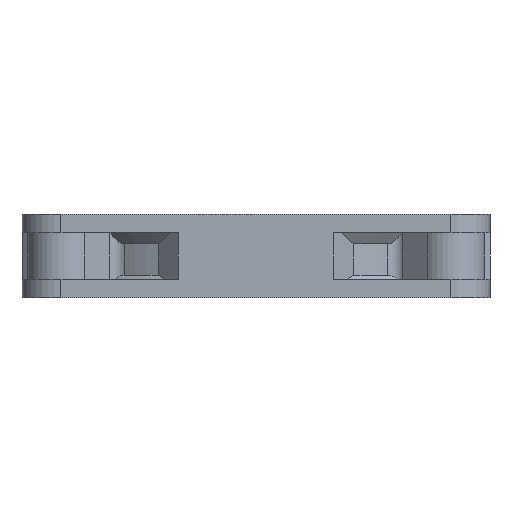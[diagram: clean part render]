
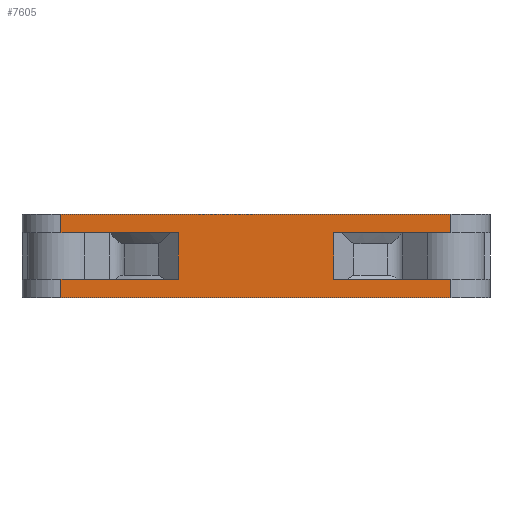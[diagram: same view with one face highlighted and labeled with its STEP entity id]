
A CAD part, front view. The second image highlights one B-rep face of the part: STEP entity #7605.
In plain terms, the highlighted planar face has unit normal (0, -1, 0).
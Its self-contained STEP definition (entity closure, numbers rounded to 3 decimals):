
#19 = VERTEX_POINT ( 'NONE', #5365 ) ;
#54 = CARTESIAN_POINT ( 'NONE',  ( 25., -30., -8.3 ) ) ;
#318 = PLANE ( 'NONE',  #6882 ) ;
#366 = VERTEX_POINT ( 'NONE', #7111 ) ;
#483 = ORIENTED_EDGE ( 'NONE', *, *, #636, .F. ) ;
#636 = EDGE_CURVE ( 'NONE', #7143, #1642, #6883, .T. ) ;
#1100 = DIRECTION ( 'NONE',  ( 0., 0., -1. ) ) ;
#1111 = VECTOR ( 'NONE', #8735, 1000. ) ;
#1175 = FACE_OUTER_BOUND ( 'NONE', #3977, .T. ) ;
#1339 = DIRECTION ( 'NONE',  ( 0., 0., 1. ) ) ;
#1392 = DIRECTION ( 'NONE',  ( 1., 0., 0. ) ) ;
#1642 = VERTEX_POINT ( 'NONE', #6836 ) ;
#1717 = VECTOR ( 'NONE', #3428, 1000. ) ;
#1746 = ORIENTED_EDGE ( 'NONE', *, *, #3924, .F. ) ;
#1839 = ORIENTED_EDGE ( 'NONE', *, *, #5973, .T. ) ;
#1932 = CARTESIAN_POINT ( 'NONE',  ( -25., -30., -10.7 ) ) ;
#1984 = CARTESIAN_POINT ( 'NONE',  ( -25., -30., -10.7 ) ) ;
#2106 = LINE ( 'NONE', #4209, #6738 ) ;
#2180 = CARTESIAN_POINT ( 'NONE',  ( 10., -30., -2.4 ) ) ;
#2349 = LINE ( 'NONE', #9210, #6288 ) ;
#2405 = EDGE_CURVE ( 'NONE', #3607, #7101, #8439, .T. ) ;
#2406 = DIRECTION ( 'NONE',  ( 1., 0., 0. ) ) ;
#2438 = ORIENTED_EDGE ( 'NONE', *, *, #9092, .T. ) ;
#2640 = ORIENTED_EDGE ( 'NONE', *, *, #4730, .F. ) ;
#2677 = VECTOR ( 'NONE', #7482, 1000. ) ;
#2723 = EDGE_CURVE ( 'NONE', #7143, #6423, #6080, .T. ) ;
#2825 = VERTEX_POINT ( 'NONE', #8307 ) ;
#2914 = CARTESIAN_POINT ( 'NONE',  ( -25., -30., -8.3 ) ) ;
#3085 = ORIENTED_EDGE ( 'NONE', *, *, #4740, .T. ) ;
#3193 = LINE ( 'NONE', #2180, #9179 ) ;
#3239 = LINE ( 'NONE', #1932, #3897 ) ;
#3428 = DIRECTION ( 'NONE',  ( 1., 0., 0. ) ) ;
#3456 = CARTESIAN_POINT ( 'NONE',  ( 10., -30., -2.4 ) ) ;
#3533 = VECTOR ( 'NONE', #2406, 1000. ) ;
#3597 = CARTESIAN_POINT ( 'NONE',  ( -25., -30., -8.3 ) ) ;
#3607 = VERTEX_POINT ( 'NONE', #2914 ) ;
#3740 = CARTESIAN_POINT ( 'NONE',  ( 25., -30., 0. ) ) ;
#3775 = CARTESIAN_POINT ( 'NONE',  ( -25., -30., -8.3 ) ) ;
#3873 = EDGE_CURVE ( 'NONE', #19, #6451, #2349, .T. ) ;
#3897 = VECTOR ( 'NONE', #8417, 1000. ) ;
#3924 = EDGE_CURVE ( 'NONE', #6451, #2825, #8892, .T. ) ;
#3977 = EDGE_LOOP ( 'NONE', ( #3085, #7367, #1746, #5990, #2438, #5782, #2640, #483, #8153, #1839, #6052, #6991 ) ) ;
#4209 = CARTESIAN_POINT ( 'NONE',  ( 10., -30., -8.3 ) ) ;
#4706 = LINE ( 'NONE', #3740, #1111 ) ;
#4730 = EDGE_CURVE ( 'NONE', #1642, #8132, #4706, .T. ) ;
#4740 = EDGE_CURVE ( 'NONE', #3607, #7316, #8530, .T. ) ;
#4817 = VECTOR ( 'NONE', #8792, 1000. ) ;
#5052 = VECTOR ( 'NONE', #6352, 1000. ) ;
#5365 = CARTESIAN_POINT ( 'NONE',  ( 10., -30., -8.3 ) ) ;
#5438 = CARTESIAN_POINT ( 'NONE',  ( -25., -30., 0. ) ) ;
#5570 = DIRECTION ( 'NONE',  ( 1., 0., 0. ) ) ;
#5600 = CARTESIAN_POINT ( 'NONE',  ( -10., -30., -8.3 ) ) ;
#5782 = ORIENTED_EDGE ( 'NONE', *, *, #6370, .T. ) ;
#5973 = EDGE_CURVE ( 'NONE', #6423, #366, #6154, .T. ) ;
#5990 = ORIENTED_EDGE ( 'NONE', *, *, #3873, .F. ) ;
#6052 = ORIENTED_EDGE ( 'NONE', *, *, #8224, .F. ) ;
#6080 = LINE ( 'NONE', #6794, #2677 ) ;
#6154 = LINE ( 'NONE', #7221, #3533 ) ;
#6288 = VECTOR ( 'NONE', #5570, 1000. ) ;
#6316 = VERTEX_POINT ( 'NONE', #3456 ) ;
#6345 = CARTESIAN_POINT ( 'NONE',  ( -25., -30., 0. ) ) ;
#6352 = DIRECTION ( 'NONE',  ( 0., 0., 1. ) ) ;
#6370 = EDGE_CURVE ( 'NONE', #6316, #8132, #3193, .T. ) ;
#6423 = VERTEX_POINT ( 'NONE', #8035 ) ;
#6451 = VERTEX_POINT ( 'NONE', #54 ) ;
#6647 = CARTESIAN_POINT ( 'NONE',  ( 25., -30., -2.4 ) ) ;
#6738 = VECTOR ( 'NONE', #1339, 1000. ) ;
#6794 = CARTESIAN_POINT ( 'NONE',  ( -25., -30., 0. ) ) ;
#6836 = CARTESIAN_POINT ( 'NONE',  ( 25., -30., 0. ) ) ;
#6882 = AXIS2_PLACEMENT_3D ( 'NONE', #5438, #8225, #1100 ) ;
#6883 = LINE ( 'NONE', #6345, #1717 ) ;
#6991 = ORIENTED_EDGE ( 'NONE', *, *, #2405, .F. ) ;
#7101 = VERTEX_POINT ( 'NONE', #8883 ) ;
#7111 = CARTESIAN_POINT ( 'NONE',  ( -10., -30., -2.4 ) ) ;
#7143 = VERTEX_POINT ( 'NONE', #7660 ) ;
#7221 = CARTESIAN_POINT ( 'NONE',  ( -25., -30., -2.4 ) ) ;
#7316 = VERTEX_POINT ( 'NONE', #1984 ) ;
#7367 = ORIENTED_EDGE ( 'NONE', *, *, #7762, .T. ) ;
#7482 = DIRECTION ( 'NONE',  ( 0., 0., -1. ) ) ;
#7605 = ADVANCED_FACE ( 'NONE', ( #1175 ), #318, .T. ) ;
#7643 = VECTOR ( 'NONE', #9123, 1000. ) ;
#7660 = CARTESIAN_POINT ( 'NONE',  ( -25., -30., 0. ) ) ;
#7757 = VECTOR ( 'NONE', #1392, 1000. ) ;
#7759 = CARTESIAN_POINT ( 'NONE',  ( 25., -30., -8.3 ) ) ;
#7762 = EDGE_CURVE ( 'NONE', #7316, #2825, #3239, .T. ) ;
#7972 = DIRECTION ( 'NONE',  ( 1., 0., 0. ) ) ;
#8035 = CARTESIAN_POINT ( 'NONE',  ( -25., -30., -2.4 ) ) ;
#8132 = VERTEX_POINT ( 'NONE', #6647 ) ;
#8153 = ORIENTED_EDGE ( 'NONE', *, *, #2723, .T. ) ;
#8224 = EDGE_CURVE ( 'NONE', #7101, #366, #8319, .T. ) ;
#8225 = DIRECTION ( 'NONE',  ( 0., -1., 0. ) ) ;
#8307 = CARTESIAN_POINT ( 'NONE',  ( 25., -30., -10.7 ) ) ;
#8319 = LINE ( 'NONE', #5600, #5052 ) ;
#8417 = DIRECTION ( 'NONE',  ( 1., 0., 0. ) ) ;
#8439 = LINE ( 'NONE', #3597, #7757 ) ;
#8530 = LINE ( 'NONE', #3775, #4817 ) ;
#8735 = DIRECTION ( 'NONE',  ( 0., 0., -1. ) ) ;
#8792 = DIRECTION ( 'NONE',  ( 0., 0., -1. ) ) ;
#8883 = CARTESIAN_POINT ( 'NONE',  ( -10., -30., -8.3 ) ) ;
#8892 = LINE ( 'NONE', #7759, #7643 ) ;
#9092 = EDGE_CURVE ( 'NONE', #19, #6316, #2106, .T. ) ;
#9123 = DIRECTION ( 'NONE',  ( 0., 0., -1. ) ) ;
#9179 = VECTOR ( 'NONE', #7972, 1000. ) ;
#9210 = CARTESIAN_POINT ( 'NONE',  ( 10., -30., -8.3 ) ) ;
